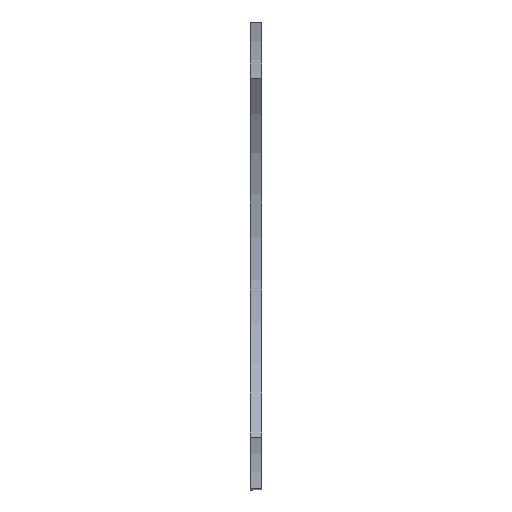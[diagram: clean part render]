
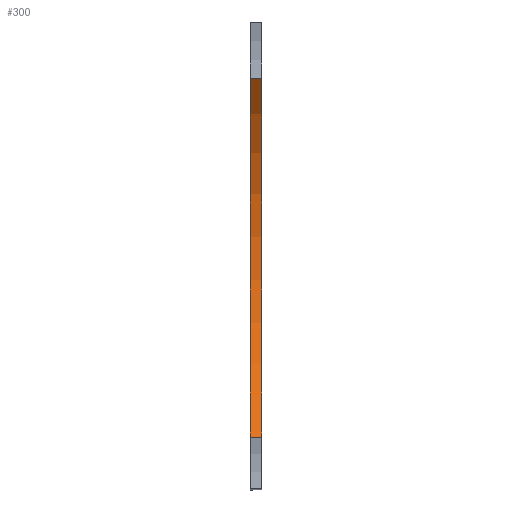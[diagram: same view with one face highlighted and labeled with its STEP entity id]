
A CAD part, left-side view. The second image highlights one B-rep face of the part: STEP entity #300.
In plain terms, the highlighted cylindrical face has radius 39 mm (diameter 78 mm), a partial arc.
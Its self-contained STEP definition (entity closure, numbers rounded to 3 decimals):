
#191 = AXIS2_PLACEMENT_3D ( 'NONE', #403, #404, #405 ) ;
#192 = CIRCLE ( 'NONE', #191, 39. ) ;
#224 = CIRCLE ( 'NONE', #232, 39. ) ;
#232 = AXIS2_PLACEMENT_3D ( 'NONE', #600, #601, #602 ) ;
#300 = ADVANCED_FACE ( 'NONE', ( #886 ), #885, .F. ) ;
#343 = CARTESIAN_POINT ( 'NONE',  ( -33., 0., -25.579 ) ) ;
#345 = CARTESIAN_POINT ( 'NONE',  ( -33., 1.6, -25.579 ) ) ;
#351 = CARTESIAN_POINT ( 'NONE',  ( -32.763, 0., 24.721 ) ) ;
#403 = CARTESIAN_POINT ( 'NONE',  ( -62.688, 0., -0.289 ) ) ;
#404 = DIRECTION ( 'NONE',  ( 0., -1., 0. ) ) ;
#405 = DIRECTION ( 'NONE',  ( 0., 0., -1. ) ) ;
#487 = VERTEX_POINT ( 'NONE', #1838 ) ;
#600 = CARTESIAN_POINT ( 'NONE',  ( -62.688, 1.6, -0.289 ) ) ;
#601 = DIRECTION ( 'NONE',  ( 0., -1., 0. ) ) ;
#602 = DIRECTION ( 'NONE',  ( 0., 0., -1. ) ) ;
#701 = EDGE_CURVE ( 'NONE', #487, #2038, #1907, .T. ) ;
#706 = EDGE_CURVE ( 'NONE', #2030, #2032, #1222, .T. ) ;
#783 = EDGE_CURVE ( 'NONE', #2032, #487, #224, .T. ) ;
#814 = EDGE_CURVE ( 'NONE', #2030, #2038, #192, .T. ) ;
#883 = DIRECTION ( 'NONE',  ( 0., -1., 0. ) ) ;
#885 = CYLINDRICAL_SURFACE ( 'NONE', #1372, 39. ) ;
#886 = FACE_OUTER_BOUND ( 'NONE', #1693, .T. ) ;
#887 = CARTESIAN_POINT ( 'NONE',  ( -62.688, 135.271, -0.289 ) ) ;
#889 = DIRECTION ( 'NONE',  ( 0., 0., -1. ) ) ;
#1222 = LINE ( 'NONE', #1223, #1386 ) ;
#1223 = CARTESIAN_POINT ( 'NONE',  ( -33., 1.6, -25.579 ) ) ;
#1224 = DIRECTION ( 'NONE',  ( 0., 1., 0. ) ) ;
#1372 = AXIS2_PLACEMENT_3D ( 'NONE', #887, #883, #889 ) ;
#1386 = VECTOR ( 'NONE', #1224, 1000. ) ;
#1391 = VECTOR ( 'NONE', #1921, 1000. ) ;
#1693 = EDGE_LOOP ( 'NONE', ( #1937, #1938, #1939, #1940 ) ) ;
#1838 = CARTESIAN_POINT ( 'NONE',  ( -32.763, 1.6, 24.721 ) ) ;
#1907 = LINE ( 'NONE', #1912, #1391 ) ;
#1912 = CARTESIAN_POINT ( 'NONE',  ( -32.763, 128.503, 24.721 ) ) ;
#1921 = DIRECTION ( 'NONE',  ( 0., -1., 0. ) ) ;
#1937 = ORIENTED_EDGE ( 'NONE', *, *, #814, .T. ) ;
#1938 = ORIENTED_EDGE ( 'NONE', *, *, #701, .F. ) ;
#1939 = ORIENTED_EDGE ( 'NONE', *, *, #783, .F. ) ;
#1940 = ORIENTED_EDGE ( 'NONE', *, *, #706, .F. ) ;
#2030 = VERTEX_POINT ( 'NONE', #343 ) ;
#2032 = VERTEX_POINT ( 'NONE', #345 ) ;
#2038 = VERTEX_POINT ( 'NONE', #351 ) ;
